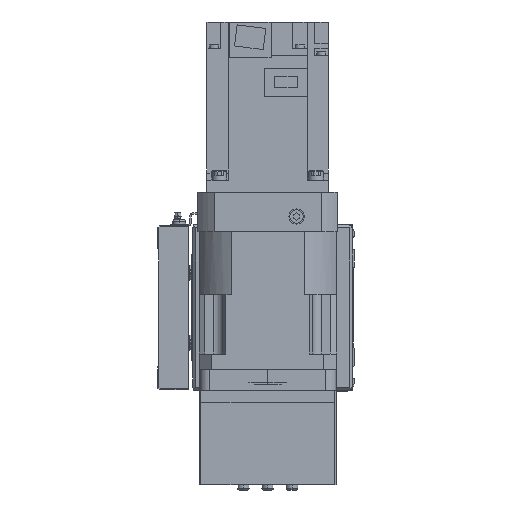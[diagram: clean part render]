
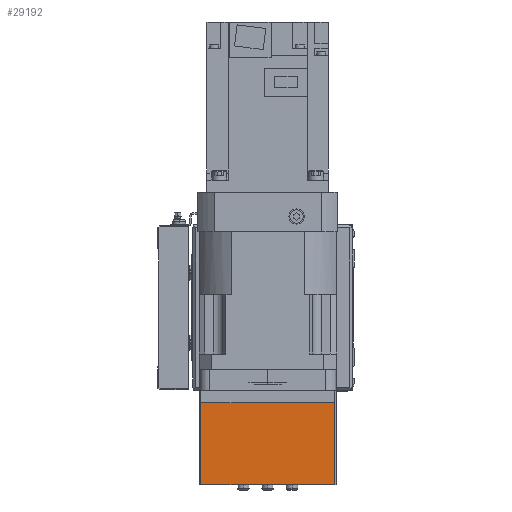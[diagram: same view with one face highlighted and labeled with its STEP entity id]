
A CAD part, left-side view. The second image highlights one B-rep face of the part: STEP entity #29192.
In plain terms, the highlighted planar face has unit normal (-1, 0, 0).
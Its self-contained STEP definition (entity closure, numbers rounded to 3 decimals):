
#608 = CARTESIAN_POINT ( 'NONE',  ( -99.5, 100.1, -62.5 ) ) ;
#1503 = ORIENTED_EDGE ( 'NONE', *, *, #30889, .F. ) ;
#1606 = VERTEX_POINT ( 'NONE', #25440 ) ;
#2101 = FACE_OUTER_BOUND ( 'NONE', #11815, .T. ) ;
#2610 = DIRECTION ( 'NONE',  ( -1., 0., 0. ) ) ;
#6538 = VERTEX_POINT ( 'NONE', #13437 ) ;
#7390 = DIRECTION ( 'NONE',  ( 0., 0., 1. ) ) ;
#8242 = VECTOR ( 'NONE', #7390, 1000. ) ;
#8637 = ORIENTED_EDGE ( 'NONE', *, *, #9048, .F. ) ;
#9048 = EDGE_CURVE ( 'NONE', #1606, #10001, #42104, .T. ) ;
#9160 = VERTEX_POINT ( 'NONE', #12416 ) ;
#9758 = CARTESIAN_POINT ( 'NONE',  ( -99.5, 100.1, -116.5 ) ) ;
#9811 = CARTESIAN_POINT ( 'NONE',  ( -99.5, 12.1, -116.5 ) ) ;
#9951 = CARTESIAN_POINT ( 'NONE',  ( -99.5, 100.1, -116.5 ) ) ;
#10001 = VERTEX_POINT ( 'NONE', #608 ) ;
#11815 = EDGE_LOOP ( 'NONE', ( #14049, #1503, #8637, #35005 ) ) ;
#12416 = CARTESIAN_POINT ( 'NONE',  ( -99.5, 12.1, -62.5 ) ) ;
#13343 = LINE ( 'NONE', #9811, #17645 ) ;
#13437 = CARTESIAN_POINT ( 'NONE',  ( -99.5, 12.1, -116.5 ) ) ;
#13744 = PLANE ( 'NONE',  #31099 ) ;
#13747 = EDGE_CURVE ( 'NONE', #1606, #6538, #36362, .T. ) ;
#14049 = ORIENTED_EDGE ( 'NONE', *, *, #23675, .T. ) ;
#15181 = CARTESIAN_POINT ( 'NONE',  ( -99.5, 100.1, -62.5 ) ) ;
#17645 = VECTOR ( 'NONE', #40736, 1000. ) ;
#23041 = LINE ( 'NONE', #15181, #27200 ) ;
#23675 = EDGE_CURVE ( 'NONE', #6538, #9160, #13343, .T. ) ;
#25440 = CARTESIAN_POINT ( 'NONE',  ( -99.5, 100.1, -116.5 ) ) ;
#27200 = VECTOR ( 'NONE', #30636, 1000. ) ;
#29192 = ADVANCED_FACE ( 'NONE', ( #2101 ), #13744, .T. ) ;
#30185 = CARTESIAN_POINT ( 'NONE',  ( -99.5, 100.1, -116.5 ) ) ;
#30636 = DIRECTION ( 'NONE',  ( 0., -1., 0. ) ) ;
#30889 = EDGE_CURVE ( 'NONE', #10001, #9160, #23041, .T. ) ;
#31099 = AXIS2_PLACEMENT_3D ( 'NONE', #9951, #2610, #46684 ) ;
#32294 = VECTOR ( 'NONE', #36609, 1000. ) ;
#35005 = ORIENTED_EDGE ( 'NONE', *, *, #13747, .T. ) ;
#36362 = LINE ( 'NONE', #9758, #32294 ) ;
#36609 = DIRECTION ( 'NONE',  ( 0., -1., 0. ) ) ;
#40736 = DIRECTION ( 'NONE',  ( 0., 0., 1. ) ) ;
#42104 = LINE ( 'NONE', #30185, #8242 ) ;
#46684 = DIRECTION ( 'NONE',  ( 0., 0., 1. ) ) ;
